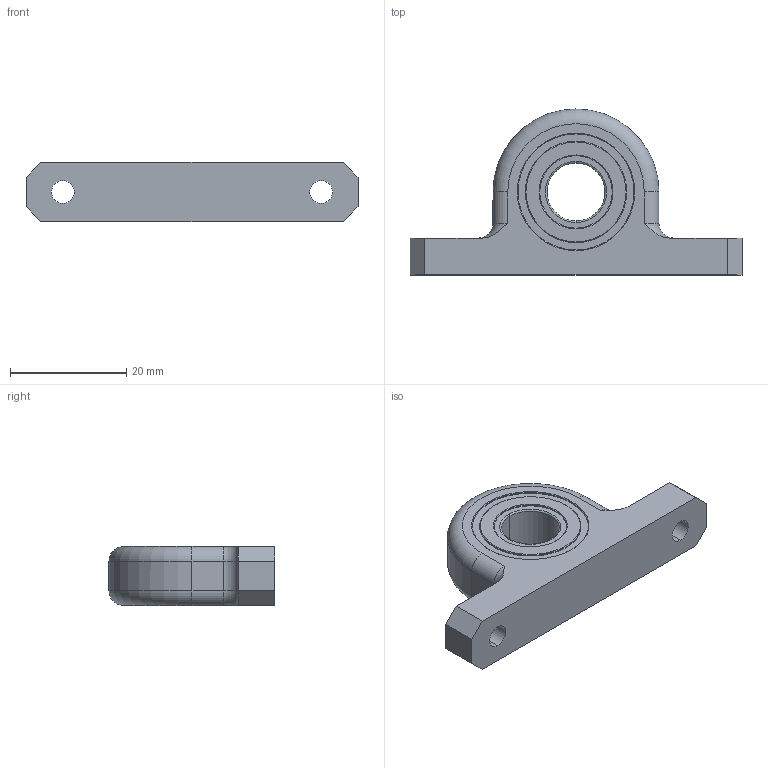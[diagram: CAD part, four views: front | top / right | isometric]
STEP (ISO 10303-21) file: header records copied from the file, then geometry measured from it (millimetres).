
FILE_DESCRIPTION (( 'STEP AP203' ), '1' );
FILE_NAME ('8600N14.step', '2010-09-08T19:50:03', ( 'jim' ), ( '' ), 'SwSTEP 2.0', 'SolidWorks 2007', '' );
FILE_SCHEMA (( 'CONFIG_CONTROL_DESIGN' ));
Length unit declared in the file: inch
Products named in the file (1): 8600N14
Bounding box: 57.15 x 28.57 x 10.16 mm (x, y, z)
Volume: 8020.5 mm3; surface area: 3532.4 mm2
Topology: 1 solids, 1 shells, 66 faces, 150 edges, 92 vertices
Faces by surface type: cylinder 25, plane 19, cone 12, torus 10
Entity records: 1981 total; most frequent: DIRECTION 356, CARTESIAN_POINT 349, ORIENTED_EDGE 300, EDGE_CURVE 150, AXIS2_PLACEMENT_3D 143, VERTEX_POINT 92, EDGE_LOOP 78, CIRCLE 76
